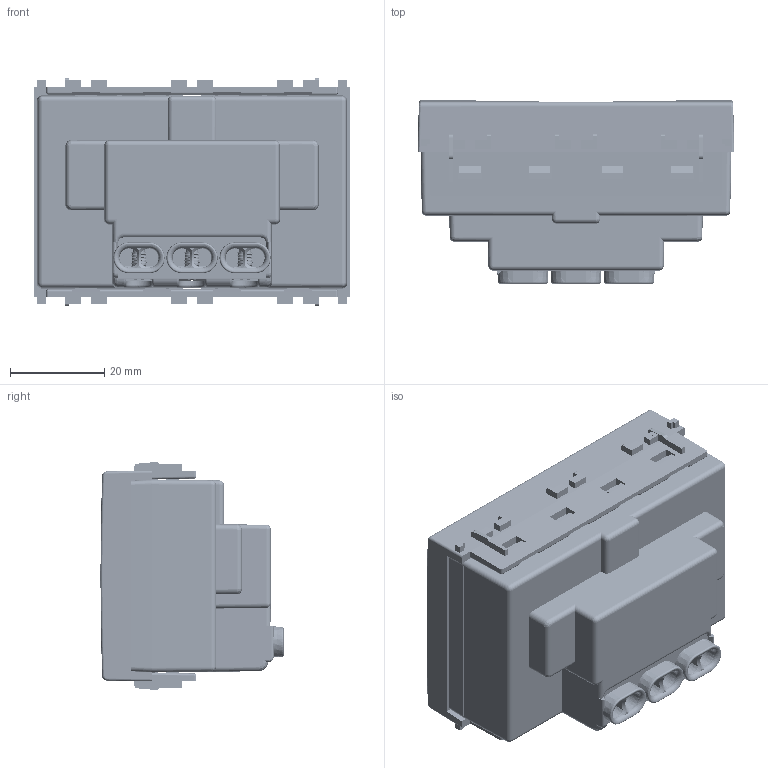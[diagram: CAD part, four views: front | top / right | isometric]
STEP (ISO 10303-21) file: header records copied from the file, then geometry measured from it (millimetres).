
FILE_DESCRIPTION((''),'2;1');
FILE_NAME('P40-2P11_ASM','2022-02-25T',('admin'),(''),'PRO/ENGINEER BY PARAMETRIC TECHNOLOGY CORPORATION, 2012480','PRO/ENGINEER BY PARAMETRIC TECHNOLOGY CORPORATION, 2012480','');
FILE_SCHEMA(('CONFIG_CONTROL_DESIGN'));
Products named in the file (27): P40-P11-BASE_AF2; P40-2P11-COVER_AF2; SHUTTER-009_AF6_15_AF2; SHUTTER-008_AF6_12_AF2; SHUTTER-007_AF3_3_AF2; SHUTTER-2_AF1_ASM_12_AF2_ASM; EARTH-CONTACT_AF0_11_AF2; EARTH-CONTACT-3_AF0_14_AF1; P40-EARTH_AF0_2_AF1; USB-SUPPORT_AF0_5_AF1; DT16011_AF1; P17-SHUTTER_AF1; DP16012_AF1; 16114-SPRING_AF2; 16114-SPRING_AF3; P40SHUTTER_AF1_ASM; EARTH-CONTACT_AF0_11_AF3; SHUTTER-009_AF6_15_AF3; SHUTTER-008_AF6_12_AF3; SHUTTER-007_AF3_3_AF3; SHUTTER-2_AF1_ASM_12_AF3_ASM; EARTH-CONTACT_AF2; EARTH-CONTACT_AF3; POLE-CONTACT_AF1; POLE-CONTACT-1_AF1; M035060; P40-2P11_ASM
Assembly tree (28 placements, depth 3):
  P40-2P11_ASM
    P40-P11-BASE_AF2
    P40-2P11-COVER_AF2
    SHUTTER-2_AF1_ASM_12_AF2_ASM
      SHUTTER-009_AF6_15_AF2
      SHUTTER-008_AF6_12_AF2
      SHUTTER-007_AF3_3_AF2
    EARTH-CONTACT_AF0_11_AF2
    EARTH-CONTACT-3_AF0_14_AF1
    P40-EARTH_AF0_2_AF1
    USB-SUPPORT_AF0_5_AF1
    P40SHUTTER_AF1_ASM
      DT16011_AF1
      P17-SHUTTER_AF1
      DP16012_AF1
      16114-SPRING_AF2
      16114-SPRING_AF3
    EARTH-CONTACT_AF0_11_AF3
    SHUTTER-2_AF1_ASM_12_AF3_ASM
      SHUTTER-009_AF6_15_AF3
      SHUTTER-008_AF6_12_AF3
      SHUTTER-007_AF3_3_AF3
    EARTH-CONTACT_AF2
    EARTH-CONTACT_AF3
    POLE-CONTACT_AF1
    POLE-CONTACT-1_AF1
    M035060  x3
Bounding box: 67.2 x 38.89 x 48.46 mm (x, y, z)
Volume: 33020.2 mm3; surface area: 57710.6 mm2
Topology: 25 solids, 27 shells, 3930 faces, 10904 edges, 7054 vertices
Faces by surface type: plane 2042, cylinder 1030, bspline 466, cone 143, extrusion 128, torus 77, sphere 44
Entity records: 160253 total; most frequent: CARTESIAN_POINT 66212, ORIENTED_EDGE 21054, DIRECTION 17242, EDGE_CURVE 10527, VERTEX_POINT 6828, VECTOR 6560, LINE 6432, AXIS2_PLACEMENT_3D 5341
